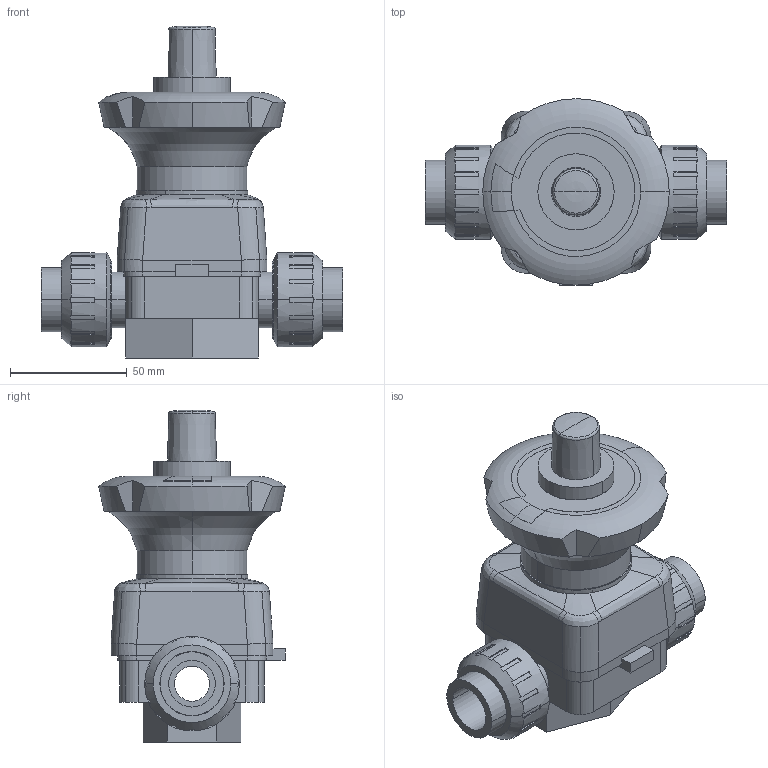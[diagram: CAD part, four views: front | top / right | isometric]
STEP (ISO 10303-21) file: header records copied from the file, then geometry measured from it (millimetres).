
FILE_DESCRIPTION(('STEP AP214'),'1');
FILE_NAME('dkuiv020e.stp','2017-04-07T15:19:19',('TraceParts'),('TraceParts S.A.'),'Spatial InterOp 3D',' ',' ');
FILE_SCHEMA(('automotive_design'));
Length unit declared in the file: millimetre
Products named in the file (7): dkuiv020e_1; dkuiv020e_2; dkuiv020e_3; dkuiv020e_4; dkuiv020e_5; dkuiv020e_6; dkuiv020e_7
Bounding box: 129.4 x 80 x 142.44 mm (x, y, z)
Volume: 405721.1 mm3; surface area: 80679.4 mm2
Topology: 7 solids, 8 shells, 357 faces, 941 edges, 611 vertices
Faces by surface type: plane 182, cylinder 125, bspline 26, cone 16, torus 8
Entity records: 15408 total; most frequent: CARTESIAN_POINT 3584, DIRECTION 1882, ORIENTED_EDGE 1878, EDGE_CURVE 939, AXIS2_PLACEMENT_3D 729, VERTEX_POINT 611, LINE 424, VECTOR 424
